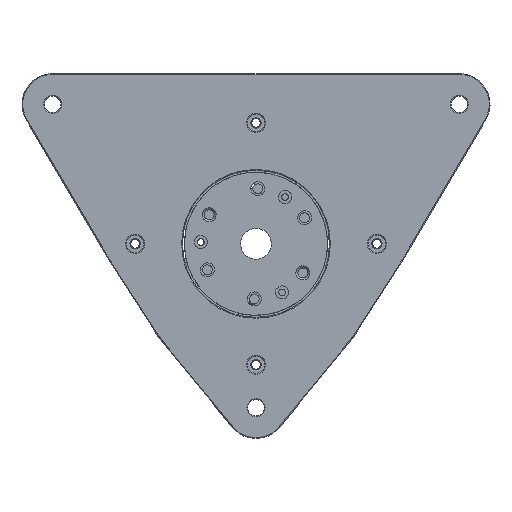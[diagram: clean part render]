
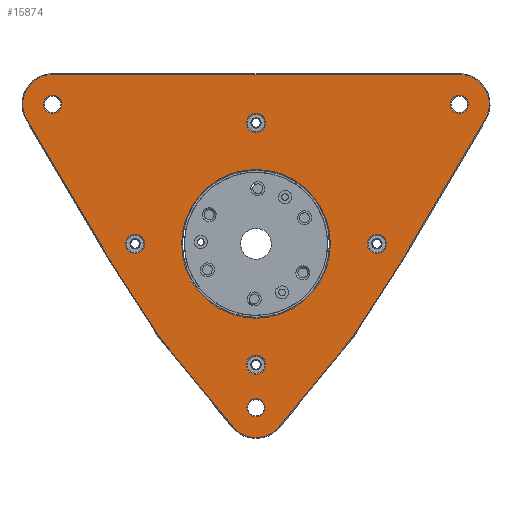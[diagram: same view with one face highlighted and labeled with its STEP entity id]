
A CAD part, front view. The second image highlights one B-rep face of the part: STEP entity #15874.
In plain terms, the highlighted planar face has unit normal (0, -1, 0).
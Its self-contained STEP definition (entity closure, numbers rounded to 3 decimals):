
#543=FACE_BOUND('',#3420,.T.);
#544=FACE_BOUND('',#3421,.T.);
#545=FACE_BOUND('',#3422,.T.);
#546=FACE_BOUND('',#3423,.T.);
#547=FACE_BOUND('',#3424,.T.);
#548=FACE_BOUND('',#3425,.T.);
#549=FACE_BOUND('',#3426,.T.);
#550=FACE_BOUND('',#3427,.T.);
#1580=PLANE('',#17347);
#2394=FACE_OUTER_BOUND('',#3419,.T.);
#3419=EDGE_LOOP('',(#14494,#14495,#14496,#14497,#14498,#14499,#14500,#14501,
#14502,#14503,#14504,#14505,#14506,#14507));
#3420=EDGE_LOOP('',(#14508));
#3421=EDGE_LOOP('',(#14509));
#3422=EDGE_LOOP('',(#14510));
#3423=EDGE_LOOP('',(#14511));
#3424=EDGE_LOOP('',(#14512));
#3425=EDGE_LOOP('',(#14513));
#3426=EDGE_LOOP('',(#14514));
#3427=EDGE_LOOP('',(#14515));
#4166=LINE('',#42850,#4932);
#4170=LINE('',#42862,#4936);
#4174=LINE('',#42874,#4940);
#4178=LINE('',#42886,#4944);
#4180=LINE('',#42895,#4946);
#4186=LINE('',#42910,#4952);
#4188=LINE('',#42918,#4954);
#4932=VECTOR('',#20766,10.);
#4936=VECTOR('',#20778,10.);
#4940=VECTOR('',#20790,10.);
#4944=VECTOR('',#20802,10.);
#4946=VECTOR('',#20812,10.);
#4952=VECTOR('',#20826,10.);
#4954=VECTOR('',#20836,10.);
#5814=CIRCLE('',#17310,14.6);
#5816=CIRCLE('',#17314,14.6);
#5818=CIRCLE('',#17318,14.6);
#5820=CIRCLE('',#17322,14.6);
#5822=CIRCLE('',#17326,6.6);
#5824=CIRCLE('',#17330,14.6);
#5826=CIRCLE('',#17334,6.6);
#5831=CIRCLE('',#17348,4.4);
#5832=CIRCLE('',#17349,4.4);
#5833=CIRCLE('',#17350,4.65);
#5834=CIRCLE('',#17351,4.65);
#5835=CIRCLE('',#17352,4.65);
#5836=CIRCLE('',#17353,4.65);
#5837=CIRCLE('',#17354,36.294);
#5838=CIRCLE('',#17355,4.4);
#7379=VERTEX_POINT('',#42837);
#7382=VERTEX_POINT('',#42842);
#7383=VERTEX_POINT('',#42846);
#7385=VERTEX_POINT('',#42852);
#7387=VERTEX_POINT('',#42858);
#7389=VERTEX_POINT('',#42864);
#7391=VERTEX_POINT('',#42870);
#7393=VERTEX_POINT('',#42876);
#7395=VERTEX_POINT('',#42882);
#7397=VERTEX_POINT('',#42888);
#7399=VERTEX_POINT('',#42894);
#7401=VERTEX_POINT('',#42900);
#7403=VERTEX_POINT('',#42906);
#7405=VERTEX_POINT('',#42912);
#7415=VERTEX_POINT('',#42951);
#7416=VERTEX_POINT('',#42953);
#7417=VERTEX_POINT('',#42955);
#7418=VERTEX_POINT('',#42957);
#7419=VERTEX_POINT('',#42959);
#7420=VERTEX_POINT('',#42961);
#7421=VERTEX_POINT('',#42963);
#7422=VERTEX_POINT('',#42965);
#9737=EDGE_CURVE('',#7382,#7379,#5814,.T.);
#9740=EDGE_CURVE('',#7379,#7383,#4166,.T.);
#9743=EDGE_CURVE('',#7383,#7385,#5816,.T.);
#9746=EDGE_CURVE('',#7385,#7387,#4170,.T.);
#9749=EDGE_CURVE('',#7387,#7389,#5818,.T.);
#9752=EDGE_CURVE('',#7389,#7391,#4174,.T.);
#9755=EDGE_CURVE('',#7391,#7393,#5820,.T.);
#9758=EDGE_CURVE('',#7393,#7395,#4178,.T.);
#9761=EDGE_CURVE('',#7395,#7397,#5822,.T.);
#9762=EDGE_CURVE('',#7397,#7399,#4180,.T.);
#9767=EDGE_CURVE('',#7399,#7401,#5824,.T.);
#9770=EDGE_CURVE('',#7401,#7403,#4186,.T.);
#9773=EDGE_CURVE('',#7403,#7405,#5826,.T.);
#9774=EDGE_CURVE('',#7405,#7382,#4188,.T.);
#9791=EDGE_CURVE('',#7415,#7415,#5831,.T.);
#9792=EDGE_CURVE('',#7416,#7416,#5832,.T.);
#9793=EDGE_CURVE('',#7417,#7417,#5833,.T.);
#9794=EDGE_CURVE('',#7418,#7418,#5834,.T.);
#9795=EDGE_CURVE('',#7419,#7419,#5835,.T.);
#9796=EDGE_CURVE('',#7420,#7420,#5836,.T.);
#9797=EDGE_CURVE('',#7421,#7421,#5837,.T.);
#9798=EDGE_CURVE('',#7422,#7422,#5838,.T.);
#14494=ORIENTED_EDGE('',*,*,#9737,.F.);
#14495=ORIENTED_EDGE('',*,*,#9774,.F.);
#14496=ORIENTED_EDGE('',*,*,#9773,.F.);
#14497=ORIENTED_EDGE('',*,*,#9770,.F.);
#14498=ORIENTED_EDGE('',*,*,#9767,.F.);
#14499=ORIENTED_EDGE('',*,*,#9762,.F.);
#14500=ORIENTED_EDGE('',*,*,#9761,.F.);
#14501=ORIENTED_EDGE('',*,*,#9758,.F.);
#14502=ORIENTED_EDGE('',*,*,#9755,.F.);
#14503=ORIENTED_EDGE('',*,*,#9752,.F.);
#14504=ORIENTED_EDGE('',*,*,#9749,.F.);
#14505=ORIENTED_EDGE('',*,*,#9746,.F.);
#14506=ORIENTED_EDGE('',*,*,#9743,.F.);
#14507=ORIENTED_EDGE('',*,*,#9740,.F.);
#14508=ORIENTED_EDGE('',*,*,#9791,.F.);
#14509=ORIENTED_EDGE('',*,*,#9792,.F.);
#14510=ORIENTED_EDGE('',*,*,#9793,.F.);
#14511=ORIENTED_EDGE('',*,*,#9794,.F.);
#14512=ORIENTED_EDGE('',*,*,#9795,.F.);
#14513=ORIENTED_EDGE('',*,*,#9796,.F.);
#14514=ORIENTED_EDGE('',*,*,#9797,.F.);
#14515=ORIENTED_EDGE('',*,*,#9798,.F.);
#15874=ADVANCED_FACE('',(#2394,#543,#544,#545,#546,#547,#548,#549,#550),
#1580,.F.);
#17310=AXIS2_PLACEMENT_3D('',#42844,#20760,#20761);
#17314=AXIS2_PLACEMENT_3D('',#42856,#20772,#20773);
#17318=AXIS2_PLACEMENT_3D('',#42868,#20784,#20785);
#17322=AXIS2_PLACEMENT_3D('',#42880,#20796,#20797);
#17326=AXIS2_PLACEMENT_3D('',#42892,#20808,#20809);
#17330=AXIS2_PLACEMENT_3D('',#42904,#20820,#20821);
#17334=AXIS2_PLACEMENT_3D('',#42916,#20832,#20833);
#17347=AXIS2_PLACEMENT_3D('',#42950,#20871,#20872);
#17348=AXIS2_PLACEMENT_3D('',#42952,#20873,#20874);
#17349=AXIS2_PLACEMENT_3D('',#42954,#20875,#20876);
#17350=AXIS2_PLACEMENT_3D('',#42956,#20877,#20878);
#17351=AXIS2_PLACEMENT_3D('',#42958,#20879,#20880);
#17352=AXIS2_PLACEMENT_3D('',#42960,#20881,#20882);
#17353=AXIS2_PLACEMENT_3D('',#42962,#20883,#20884);
#17354=AXIS2_PLACEMENT_3D('',#42964,#20885,#20886);
#17355=AXIS2_PLACEMENT_3D('',#42966,#20887,#20888);
#20760=DIRECTION('center_axis',(0.,1.,0.));
#20761=DIRECTION('ref_axis',(-1.,0.,0.));
#20766=DIRECTION('',(-0.509,0.,0.861));
#20772=DIRECTION('center_axis',(0.,1.,0.));
#20773=DIRECTION('ref_axis',(-1.,0.,0.));
#20778=DIRECTION('',(1.,0.,0.));
#20784=DIRECTION('center_axis',(0.,1.,0.));
#20785=DIRECTION('ref_axis',(1.,0.,0.));
#20790=DIRECTION('',(-0.509,0.,-0.861));
#20796=DIRECTION('center_axis',(0.,1.,0.));
#20797=DIRECTION('ref_axis',(1.,0.,0.));
#20802=DIRECTION('',(-0.54,0.,-0.841));
#20808=DIRECTION('center_axis',(0.,1.,0.));
#20809=DIRECTION('ref_axis',(0.89,0.,0.456));
#20812=DIRECTION('',(-0.634,0.,-0.773));
#20820=DIRECTION('center_axis',(0.,1.,0.));
#20821=DIRECTION('ref_axis',(1.,0.,0.));
#20826=DIRECTION('',(-0.634,0.,0.773));
#20832=DIRECTION('center_axis',(0.,1.,0.));
#20833=DIRECTION('ref_axis',(0.456,0.,-0.89));
#20836=DIRECTION('',(-0.54,0.,0.841));
#20871=DIRECTION('center_axis',(0.,1.,0.));
#20872=DIRECTION('ref_axis',(1.,0.,0.));
#20873=DIRECTION('center_axis',(0.,-1.,0.));
#20874=DIRECTION('ref_axis',(1.,0.,0.));
#20875=DIRECTION('center_axis',(0.,-1.,0.));
#20876=DIRECTION('ref_axis',(1.,0.,0.));
#20877=DIRECTION('center_axis',(0.,-1.,0.));
#20878=DIRECTION('ref_axis',(1.,0.,0.));
#20879=DIRECTION('center_axis',(0.,-1.,0.));
#20880=DIRECTION('ref_axis',(1.,0.,0.));
#20881=DIRECTION('center_axis',(0.,-1.,0.));
#20882=DIRECTION('ref_axis',(1.,0.,0.));
#20883=DIRECTION('center_axis',(0.,-1.,0.));
#20884=DIRECTION('ref_axis',(1.,0.,0.));
#20885=DIRECTION('center_axis',(0.,-1.,0.));
#20886=DIRECTION('ref_axis',(1.,0.,0.));
#20887=DIRECTION('center_axis',(0.,-1.,0.));
#20888=DIRECTION('ref_axis',(1.,0.,0.));
#42837=CARTESIAN_POINT('',(-71.57,0.,-7.427));
#42842=CARTESIAN_POINT('',(-71.285,0.,-7.888));
#42844=CARTESIAN_POINT('Origin',(-59.,0.,0.));
#42846=CARTESIAN_POINT('',(-111.783,0.,60.636));
#42850=CARTESIAN_POINT('',(-62.63,0.,-22.558));
#42852=CARTESIAN_POINT('',(-99.213,0.,82.663));
#42856=CARTESIAN_POINT('Origin',(-99.213,0.,68.063));
#42858=CARTESIAN_POINT('',(99.213,0.,82.663));
#42862=CARTESIAN_POINT('',(-49.606,0.,82.663));
#42864=CARTESIAN_POINT('',(111.783,0.,60.636));
#42868=CARTESIAN_POINT('Origin',(99.213,0.,68.063));
#42870=CARTESIAN_POINT('',(71.57,0.,-7.427));
#42874=CARTESIAN_POINT('',(82.736,0.,11.473));
#42876=CARTESIAN_POINT('',(71.285,0.,-7.888));
#42880=CARTESIAN_POINT('Origin',(59.,0.,0.));
#42882=CARTESIAN_POINT('',(47.273,0.,-45.285));
#42886=CARTESIAN_POINT('',(61.317,0.,-23.414));
#42888=CARTESIAN_POINT('',(46.824,0.,-45.903));
#42892=CARTESIAN_POINT('Origin',(41.719,0.,-41.719));
#42894=CARTESIAN_POINT('',(11.292,0.,-89.255));
#42895=CARTESIAN_POINT('',(47.205,0.,-45.437));
#42900=CARTESIAN_POINT('',(-11.292,0.,-89.255));
#42904=CARTESIAN_POINT('Origin',(0.,0.,-80.));
#42906=CARTESIAN_POINT('',(-46.824,0.,-45.903));
#42910=CARTESIAN_POINT('',(-29.439,0.,-67.113));
#42912=CARTESIAN_POINT('',(-47.273,0.,-45.285));
#42916=CARTESIAN_POINT('Origin',(-41.719,0.,-41.719));
#42918=CARTESIAN_POINT('',(-49.31,0.,-42.112));
#42950=CARTESIAN_POINT('Origin',(0.,0.,-5.969));
#42951=CARTESIAN_POINT('',(-103.613,0.,68.063));
#42952=CARTESIAN_POINT('Origin',(-99.213,0.,68.063));
#42953=CARTESIAN_POINT('',(-4.4,0.,-80.));
#42954=CARTESIAN_POINT('Origin',(0.,0.,-80.));
#42955=CARTESIAN_POINT('',(-4.65,0.,-59.));
#42956=CARTESIAN_POINT('Origin',(0.,0.,-59.));
#42957=CARTESIAN_POINT('',(54.35,0.,0.));
#42958=CARTESIAN_POINT('Origin',(59.,0.,0.));
#42959=CARTESIAN_POINT('',(-63.65,0.,0.));
#42960=CARTESIAN_POINT('Origin',(-59.,0.,0.));
#42961=CARTESIAN_POINT('',(-4.65,0.,59.));
#42962=CARTESIAN_POINT('Origin',(0.,0.,59.));
#42963=CARTESIAN_POINT('',(-36.294,0.,0.));
#42964=CARTESIAN_POINT('Origin',(0.,0.,0.));
#42965=CARTESIAN_POINT('',(94.813,0.,68.063));
#42966=CARTESIAN_POINT('Origin',(99.213,0.,68.063));
